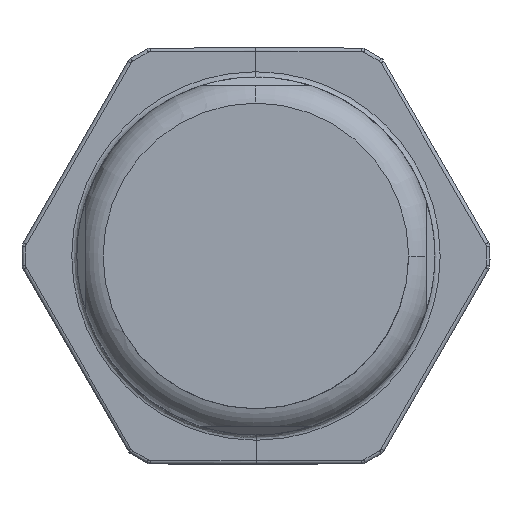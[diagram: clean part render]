
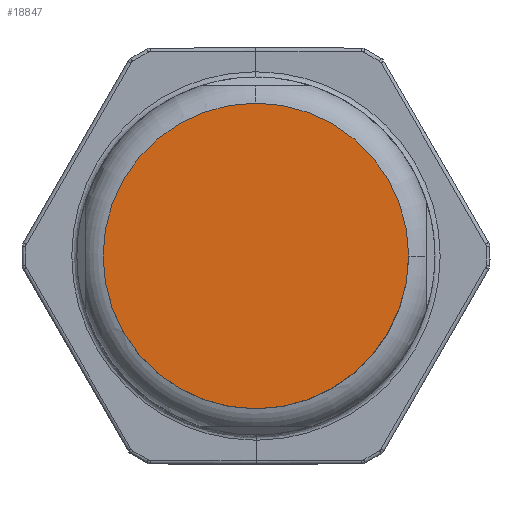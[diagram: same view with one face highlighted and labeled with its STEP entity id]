
A CAD part, front view. The second image highlights one B-rep face of the part: STEP entity #18847.
In plain terms, the highlighted planar face has unit normal (0, -1, 0).
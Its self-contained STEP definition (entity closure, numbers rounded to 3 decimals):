
#422=CARTESIAN_POINT('',(0.,-20.05,0.));
#423=DIRECTION('',(0.,1.,0.));
#424=DIRECTION('',(-1.,0.,0.));
#425=AXIS2_PLACEMENT_3D('',#422,#423,#424);
#427=CARTESIAN_POINT('',(0.,-20.05,0.));
#428=DIRECTION('',(0.,1.,0.));
#429=DIRECTION('',(1.,0.,0.));
#430=AXIS2_PLACEMENT_3D('',#427,#428,#429);
#15741=CARTESIAN_POINT('',(8.75,-20.05,0.));
#15743=VERTEX_POINT('',#15741);
#15744=CARTESIAN_POINT('',(-8.75,-20.05,0.));
#15745=VERTEX_POINT('',#15744);
#18838=CARTESIAN_POINT('',(0.,-20.05,0.));
#18839=DIRECTION('',(0.,-1.,0.));
#18840=DIRECTION('',(-1.,0.,0.));
#18841=AXIS2_PLACEMENT_3D('',#18838,#18839,#18840);
#18842=PLANE('',#18841);
#18843=ORIENTED_EDGE('',*,*,#18683,.T.);
#18844=ORIENTED_EDGE('',*,*,#18831,.T.);
#18845=EDGE_LOOP('',(#18843,#18844));
#18846=FACE_OUTER_BOUND('',#18845,.F.);
#426=CIRCLE('',#425,8.75);
#431=CIRCLE('',#430,8.75);
#18683=EDGE_CURVE('',#15745,#15743,#426,.T.);
#18831=EDGE_CURVE('',#15743,#15745,#431,.T.);
#18847=ADVANCED_FACE('',(#18846),#18842,.T.);
